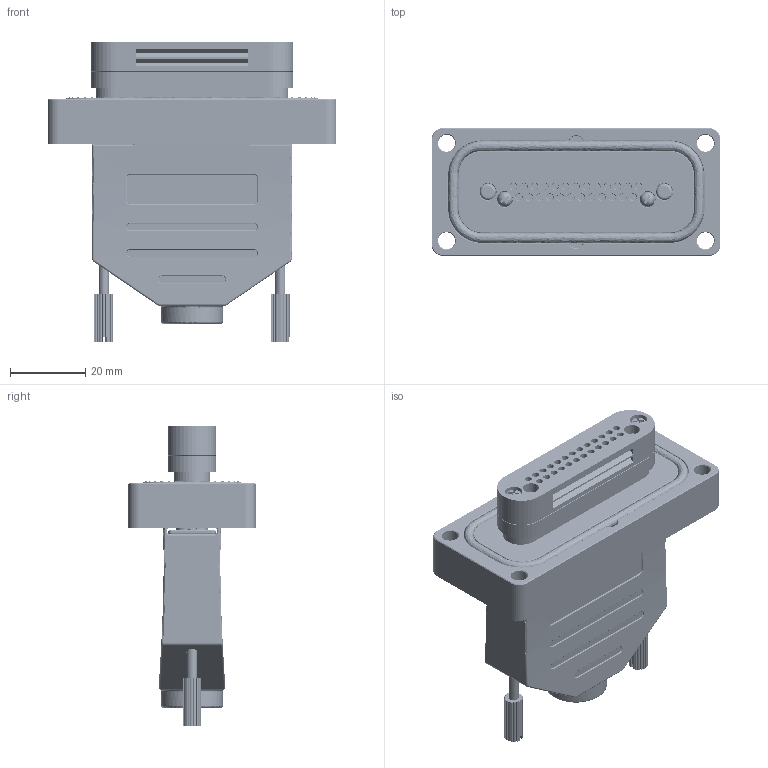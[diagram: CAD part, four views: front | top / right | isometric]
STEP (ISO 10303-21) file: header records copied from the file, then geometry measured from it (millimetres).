
FILE_DESCRIPTION (( 'STEP AP214' ), '1' );
FILE_NAME ('俋楷耀倰-Z-D-BP-1D25.STEP', '2024-08-14T03:41:47', ( '' ), ( '' ), 'SwSTEP 2.0', 'SolidWorks 2020', '' );
FILE_SCHEMA (( 'AUTOMOTIVE_DESIGN' ));
Length unit declared in the file: millimetre
Products named in the file (15): 俋楷耀倰-Z-D-BP-1D25; 俋褲-DB25; XF-D25-02; SCRW-M3; XF-D25-01; 脣芛蹟隊-UNC #4-40; 俋楷耀倰-FL-D-BP-1D25; UNC#4-40-12.7; DB25脣芛; NDL-D10L13; 俋楷耀倰-D-BP-1D25; XF-D25; 俋楷耀倰-CFG-D1005; ĸͷ-DB25; 48.7X2.65-BP25
Assembly tree (66 placements, depth 3):
  俋楷耀倰-Z-D-BP-1D25
    俋楷耀倰-D-BP-1D25
      俋楷耀倰-FL-D-BP-1D25
      NDL-D10L13  x25
      48.7X2.65-BP25
    48.7X2.65-BP25
    XF-D25
      XF-D25-01
      XF-D25-02
      SCRW-M3  x2
      UNC#4-40-12.7  x2
      俋楷耀倰-CFG-D1005  x25
    DB25脣芛
      ĸͷ-DB25
      俋褲-DB25
      脣芛蹟隊-UNC #4-40  x2
Bounding box: 77 x 34 x 80 mm (x, y, z)
Volume: 69934.9 mm3; surface area: 40202.6 mm2
Topology: 64 solids, 64 shells, 1907 faces, 5306 edges, 3731 vertices
Faces by surface type: cylinder 708, plane 685, cone 210, torus 159, bspline 137, sphere 8
Full cylindrical faces by diameter (mm): 1 x75, 1.6 x25, 1.66 x25, 1.8 x50, 2.22 x25, 2.3 x64, 2.4 x27, 2.7 x2, 3 x40, 3.2 x2, 4 x2, 4.2 x2, 4.3 x4, 4.5 x6, 12 x1, 16.463 x1
Entity records: 70026 total; most frequent: CARTESIAN_POINT 38300, ORIENTED_EDGE 6572, DIRECTION 5735, EDGE_CURVE 3286, VERTEX_POINT 2634, AXIS2_PLACEMENT_3D 2195, EDGE_LOOP 1884, FACE_OUTER_BOUND 1360
